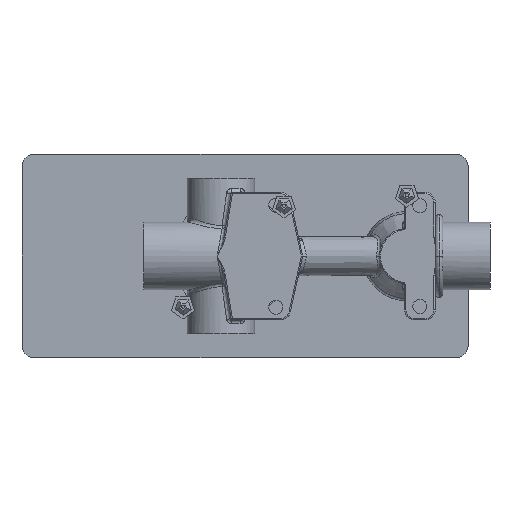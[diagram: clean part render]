
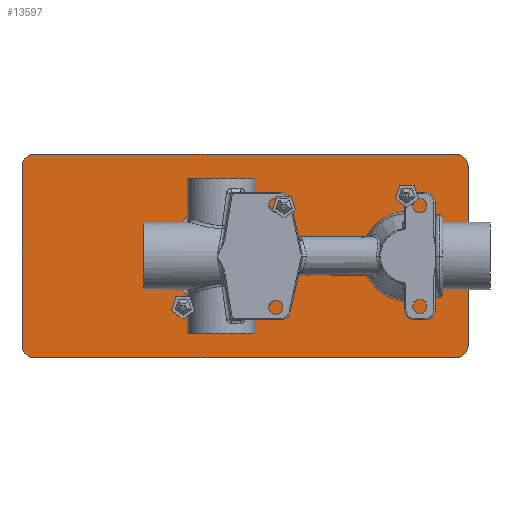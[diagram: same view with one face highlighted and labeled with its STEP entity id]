
A CAD part, front view. The second image highlights one B-rep face of the part: STEP entity #13597.
In plain terms, the highlighted face is planar.
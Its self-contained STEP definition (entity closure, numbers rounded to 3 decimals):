
#11663=CARTESIAN_POINT('',(-2.,0.,0.));
#11664=DIRECTION('',(1.,0.,0.));
#11665=DIRECTION('',(0.,0.,1.));
#11666=AXIS2_PLACEMENT_3D('',#11663,#11664,#11665);
#11668=CARTESIAN_POINT('',(-2.,0.,0.));
#11669=DIRECTION('',(1.,0.,0.));
#11670=DIRECTION('',(0.,0.,-1.));
#11671=AXIS2_PLACEMENT_3D('',#11668,#11669,#11670);
#11673=CARTESIAN_POINT('',(-2.,-35.,87.));
#11674=DIRECTION('',(-1.,0.,0.));
#11675=DIRECTION('',(0.,-1.,0.));
#11676=AXIS2_PLACEMENT_3D('',#11673,#11674,#11675);
#11678=CARTESIAN_POINT('',(-2.,-35.,-78.));
#11679=DIRECTION('',(-1.,0.,0.));
#11680=DIRECTION('',(0.,0.,-1.));
#11681=AXIS2_PLACEMENT_3D('',#11678,#11679,#11680);
#11683=CARTESIAN_POINT('',(-2.,35.,-78.));
#11684=DIRECTION('',(-1.,0.,0.));
#11685=DIRECTION('',(0.,1.,0.));
#11686=AXIS2_PLACEMENT_3D('',#11683,#11684,#11685);
#11688=CARTESIAN_POINT('',(-2.,35.,87.));
#11689=DIRECTION('',(-1.,0.,0.));
#11690=DIRECTION('',(0.,0.,1.));
#11691=AXIS2_PLACEMENT_3D('',#11688,#11689,#11690);
#11693=CARTESIAN_POINT('',(-2.,0.,68.));
#11694=DIRECTION('',(1.,0.,0.));
#11695=DIRECTION('',(0.,0.,1.));
#11696=AXIS2_PLACEMENT_3D('',#11693,#11694,#11695);
#11698=CARTESIAN_POINT('',(-2.,0.,68.));
#11699=DIRECTION('',(1.,0.,0.));
#11700=DIRECTION('',(0.,0.,-1.));
#11701=AXIS2_PLACEMENT_3D('',#11698,#11699,#11700);
#11719=DIRECTION('',(0.,-1.,0.));
#11720=VECTOR('',#11719,70.);
#11721=CARTESIAN_POINT('',(-2.,35.,92.));
#11722=LINE('',#11721,#11720);
#11735=DIRECTION('',(0.,0.,1.));
#11736=VECTOR('',#11735,165.);
#11737=CARTESIAN_POINT('',(-2.,40.,-78.));
#11738=LINE('',#11737,#11736);
#11751=DIRECTION('',(0.,1.,0.));
#11752=VECTOR('',#11751,70.);
#11753=CARTESIAN_POINT('',(-2.,-35.,-83.));
#11754=LINE('',#11753,#11752);
#11767=DIRECTION('',(0.,0.,-1.));
#11768=VECTOR('',#11767,165.);
#11769=CARTESIAN_POINT('',(-2.,-40.,87.));
#11770=LINE('',#11769,#11768);
#12763=CARTESIAN_POINT('',(-2.,0.,-24.));
#12764=CARTESIAN_POINT('',(-2.,0.,24.));
#12765=VERTEX_POINT('',#12763);
#12766=VERTEX_POINT('',#12764);
#12771=CARTESIAN_POINT('',(-2.,0.,55.5));
#12772=CARTESIAN_POINT('',(-2.,0.,80.5));
#12773=VERTEX_POINT('',#12771);
#12774=VERTEX_POINT('',#12772);
#12803=CARTESIAN_POINT('',(-2.,35.,92.));
#12805=VERTEX_POINT('',#12803);
#12807=CARTESIAN_POINT('',(-2.,-35.,92.));
#12808=VERTEX_POINT('',#12807);
#12811=CARTESIAN_POINT('',(-2.,40.,-78.));
#12813=VERTEX_POINT('',#12811);
#12815=CARTESIAN_POINT('',(-2.,40.,87.));
#12816=VERTEX_POINT('',#12815);
#12819=CARTESIAN_POINT('',(-2.,-35.,-83.));
#12821=VERTEX_POINT('',#12819);
#12823=CARTESIAN_POINT('',(-2.,35.,-83.));
#12824=VERTEX_POINT('',#12823);
#12827=CARTESIAN_POINT('',(-2.,-40.,87.));
#12829=VERTEX_POINT('',#12827);
#12831=CARTESIAN_POINT('',(-2.,-40.,-78.));
#12832=VERTEX_POINT('',#12831);
#13563=CARTESIAN_POINT('',(-2.,-35.,87.));
#13564=DIRECTION('',(-1.,0.,0.));
#13565=DIRECTION('',(0.,0.,-1.));
#13566=AXIS2_PLACEMENT_3D('',#13563,#13564,#13565);
#13567=PLANE('',#13566);
#13569=ORIENTED_EDGE('',*,*,#13568,.F.);
#13571=ORIENTED_EDGE('',*,*,#13570,.T.);
#13573=ORIENTED_EDGE('',*,*,#13572,.F.);
#13575=ORIENTED_EDGE('',*,*,#13574,.T.);
#13577=ORIENTED_EDGE('',*,*,#13576,.F.);
#13579=ORIENTED_EDGE('',*,*,#13578,.T.);
#13581=ORIENTED_EDGE('',*,*,#13580,.F.);
#13583=ORIENTED_EDGE('',*,*,#13582,.T.);
#13584=EDGE_LOOP('',(#13569,#13571,#13573,#13575,#13577,#13579,#13581,#13583));
#13585=FACE_OUTER_BOUND('',#13584,.F.);
#13587=ORIENTED_EDGE('',*,*,#13586,.F.);
#13588=ORIENTED_EDGE('',*,*,#13553,.F.);
#13589=EDGE_LOOP('',(#13587,#13588));
#13590=FACE_BOUND('',#13589,.F.);
#13592=ORIENTED_EDGE('',*,*,#13591,.F.);
#13594=ORIENTED_EDGE('',*,*,#13593,.F.);
#13595=EDGE_LOOP('',(#13592,#13594));
#13596=FACE_BOUND('',#13595,.F.);
#13597=ADVANCED_FACE('',(#13585,#13590,#13596),#13567,.T.);
#11667=CIRCLE('',#11666,24.);
#11672=CIRCLE('',#11671,24.);
#11677=CIRCLE('',#11676,5.);
#11682=CIRCLE('',#11681,5.);
#11687=CIRCLE('',#11686,5.);
#11692=CIRCLE('',#11691,5.);
#11697=CIRCLE('',#11696,12.5);
#11702=CIRCLE('',#11701,12.5);
#13553=EDGE_CURVE('',#12765,#12766,#11672,.T.);
#13568=EDGE_CURVE('',#12829,#12808,#11677,.T.);
#13570=EDGE_CURVE('',#12829,#12832,#11770,.T.);
#13572=EDGE_CURVE('',#12821,#12832,#11682,.T.);
#13574=EDGE_CURVE('',#12821,#12824,#11754,.T.);
#13576=EDGE_CURVE('',#12813,#12824,#11687,.T.);
#13578=EDGE_CURVE('',#12813,#12816,#11738,.T.);
#13580=EDGE_CURVE('',#12805,#12816,#11692,.T.);
#13582=EDGE_CURVE('',#12805,#12808,#11722,.T.);
#13586=EDGE_CURVE('',#12766,#12765,#11667,.T.);
#13591=EDGE_CURVE('',#12774,#12773,#11697,.T.);
#13593=EDGE_CURVE('',#12773,#12774,#11702,.T.);
